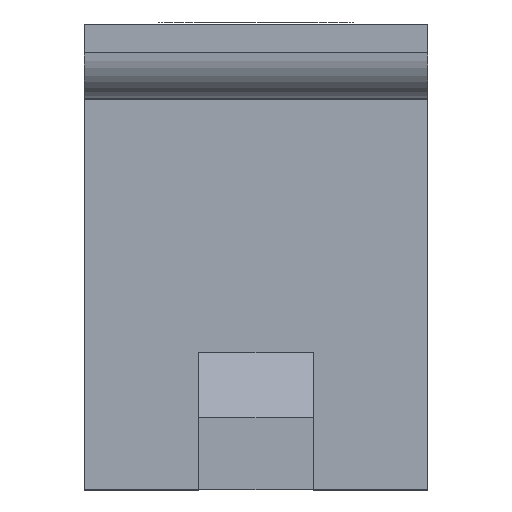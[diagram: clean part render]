
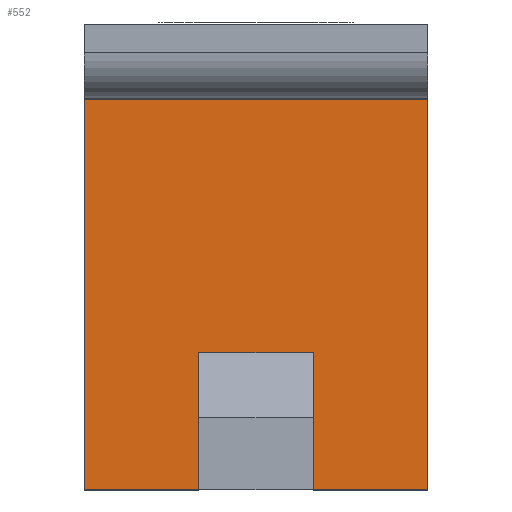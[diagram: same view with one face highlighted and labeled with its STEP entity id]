
A CAD part, top view. The second image highlights one B-rep face of the part: STEP entity #552.
In plain terms, the highlighted planar face has unit normal (0, 0, 1).
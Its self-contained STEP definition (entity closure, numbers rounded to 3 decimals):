
#48=FACE_OUTER_BOUND('',#76,.T.);
#76=EDGE_LOOP('',(#485,#486,#487,#488,#489,#490,#491,#492,#493,#494));
#98=LINE('',#774,#164);
#115=LINE('',#814,#181);
#125=LINE('',#833,#191);
#137=LINE('',#856,#203);
#140=LINE('',#861,#206);
#148=LINE('',#883,#214);
#149=LINE('',#886,#215);
#151=LINE('',#890,#217);
#153=LINE('',#894,#219);
#154=LINE('',#897,#220);
#164=VECTOR('',#621,1.);
#181=VECTOR('',#652,1.);
#191=VECTOR('',#666,1.);
#203=VECTOR('',#684,1.);
#206=VECTOR('',#691,1.);
#214=VECTOR('',#719,1.);
#215=VECTOR('',#722,1.);
#217=VECTOR('',#726,1.);
#219=VECTOR('',#730,1.);
#220=VECTOR('',#735,1.);
#233=VERTEX_POINT('',#771);
#234=VERTEX_POINT('',#773);
#249=VERTEX_POINT('',#811);
#250=VERTEX_POINT('',#813);
#257=VERTEX_POINT('',#831);
#258=VERTEX_POINT('',#835);
#265=VERTEX_POINT('',#854);
#270=VERTEX_POINT('',#885);
#271=VERTEX_POINT('',#889);
#272=VERTEX_POINT('',#893);
#287=EDGE_CURVE('',#233,#234,#98,.T.);
#307=EDGE_CURVE('',#250,#249,#115,.T.);
#317=EDGE_CURVE('',#249,#257,#125,.T.);
#329=EDGE_CURVE('',#258,#265,#137,.T.);
#332=EDGE_CURVE('',#265,#250,#140,.T.);
#343=EDGE_CURVE('',#234,#257,#148,.T.);
#344=EDGE_CURVE('',#270,#258,#149,.T.);
#346=EDGE_CURVE('',#270,#271,#151,.T.);
#348=EDGE_CURVE('',#272,#271,#153,.T.);
#350=EDGE_CURVE('',#233,#272,#154,.T.);
#485=ORIENTED_EDGE('',*,*,#332,.T.);
#486=ORIENTED_EDGE('',*,*,#307,.T.);
#487=ORIENTED_EDGE('',*,*,#317,.T.);
#488=ORIENTED_EDGE('',*,*,#343,.F.);
#489=ORIENTED_EDGE('',*,*,#287,.F.);
#490=ORIENTED_EDGE('',*,*,#350,.T.);
#491=ORIENTED_EDGE('',*,*,#348,.T.);
#492=ORIENTED_EDGE('',*,*,#346,.F.);
#493=ORIENTED_EDGE('',*,*,#344,.T.);
#494=ORIENTED_EDGE('',*,*,#329,.T.);
#524=PLANE('',#595);
#552=ADVANCED_FACE('',(#48),#524,.T.);
#595=AXIS2_PLACEMENT_3D('',#898,#736,#737);
#621=DIRECTION('',(0.,-1.,0.));
#652=DIRECTION('',(0.,-1.,0.));
#666=DIRECTION('',(0.,-1.,0.));
#684=DIRECTION('',(0.,1.,0.));
#691=DIRECTION('',(1.,0.,0.));
#719=DIRECTION('',(-1.,0.,0.));
#722=DIRECTION('',(0.,1.,0.));
#726=DIRECTION('',(-1.,0.,0.));
#730=DIRECTION('',(0.,-1.,0.));
#735=DIRECTION('',(-1.,0.,0.));
#736=DIRECTION('center_axis',(0.,0.,
1.));
#737=DIRECTION('ref_axis',(0.,-1.,0.));
#771=CARTESIAN_POINT('',(40.947,-19.134,-4.76));
#773=CARTESIAN_POINT('',(40.947,-53.251,-4.76));
#774=CARTESIAN_POINT('',(40.947,-36.192,-4.76));
#811=CARTESIAN_POINT('',(30.947,-43.243,-4.76));
#813=CARTESIAN_POINT('',(30.947,-41.251,-4.76));
#814=CARTESIAN_POINT('',(30.947,-48.247,-4.76));
#831=CARTESIAN_POINT('',(30.947,-53.251,-4.76));
#833=CARTESIAN_POINT('',(30.947,-48.247,-4.76));
#835=CARTESIAN_POINT('',(20.947,-43.243,-4.76));
#854=CARTESIAN_POINT('',(20.947,-41.251,-4.76));
#856=CARTESIAN_POINT('',(20.947,-48.247,-4.76));
#861=CARTESIAN_POINT('',(35.947,-41.251,-4.76));
#883=CARTESIAN_POINT('',(35.947,-53.251,-4.76));
#885=CARTESIAN_POINT('',(20.947,-53.251,-4.76));
#886=CARTESIAN_POINT('',(20.947,-48.247,-4.76));
#889=CARTESIAN_POINT('',(10.947,-53.251,-4.76));
#890=CARTESIAN_POINT('',(15.947,-53.251,-4.76));
#893=CARTESIAN_POINT('',(10.947,-19.134,-4.76));
#894=CARTESIAN_POINT('',(10.947,-36.192,-4.76));
#897=CARTESIAN_POINT('',(25.947,-19.134,-4.76));
#898=CARTESIAN_POINT('Origin',(40.947,-18.592,-4.76));
